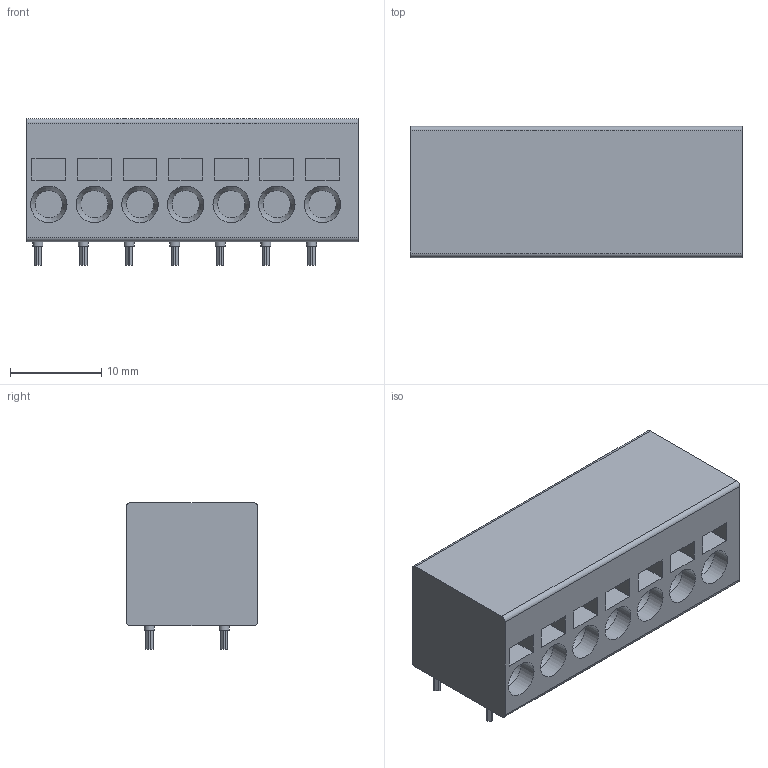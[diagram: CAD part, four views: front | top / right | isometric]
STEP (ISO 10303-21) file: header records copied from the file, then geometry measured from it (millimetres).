
FILE_DESCRIPTION(/* description */ ('model of PhoenixContact_SPT_2.5_7-H-5.0-EX_1x07_P5.0mm_Horizontal'),/* implementation_level */ '2;1');
FILE_NAME(/* name */ 'PhoenixContact_SPT_2.5_7-H-5.0-EX_1x07_P5.0mm_Horizontal.step',/* time_stamp */ '2023-01-30T13:57:10',/* author */ ('KiCAD','kicad'),/* organization */ ('OCCT'),/* preprocessor_version */ '',/* originating_system */ 'KiCAD',/* authorisation */ '');
FILE_SCHEMA(('AUTOMOTIVE_DESIGN { 1 0 10303 214 1 1 1 1 }'));
Length unit declared in the file: millimetre
Products named in the file (7): CQ assembly; 9ae6cd06-a09d-11ed-8f45-a0cec80452fd; 9ae6cd06-a09d-11ed-8f45-a0cec80452fd_part; 9ae6d1a2-a09d-11ed-8f45-a0cec80452fd; 9ae6d1a2-a09d-11ed-8f45-a0cec80452fd_part; 9ae6d4ae-a09d-11ed-8f45-a0cec80452fd; 9ae6d4ae-a09d-11ed-8f45-a0cec80452fd_part
Assembly tree (6 placements, depth 4):
  CQ assembly
    9ae6cd06-a09d-11ed-8f45-a0cec80452fd
      9ae6cd06-a09d-11ed-8f45-a0cec80452fd_part
      9ae6d1a2-a09d-11ed-8f45-a0cec80452fd
        9ae6d1a2-a09d-11ed-8f45-a0cec80452fd_part
      9ae6d4ae-a09d-11ed-8f45-a0cec80452fd
        9ae6d4ae-a09d-11ed-8f45-a0cec80452fd_part
Bounding box: 36.4 x 14.4 x 16.1 mm (x, y, z)
Volume: 6619.3 mm3; surface area: 3038.9 mm2
Topology: 15 solids, 15 shells, 234 faces, 521 edges, 345 vertices
Faces by surface type: plane 202, cylinder 25, cone 7
Full cylindrical faces by diameter (mm): 1.1 x14, 4 x7
Entity records: 6585 total; most frequent: CARTESIAN_POINT 1107, DIRECTION 1060, ORIENTED_EDGE 1042, EDGE_CURVE 521, LINE 464, VECTOR 464, VERTEX_POINT 345, AXIS2_PLACEMENT_3D 298
